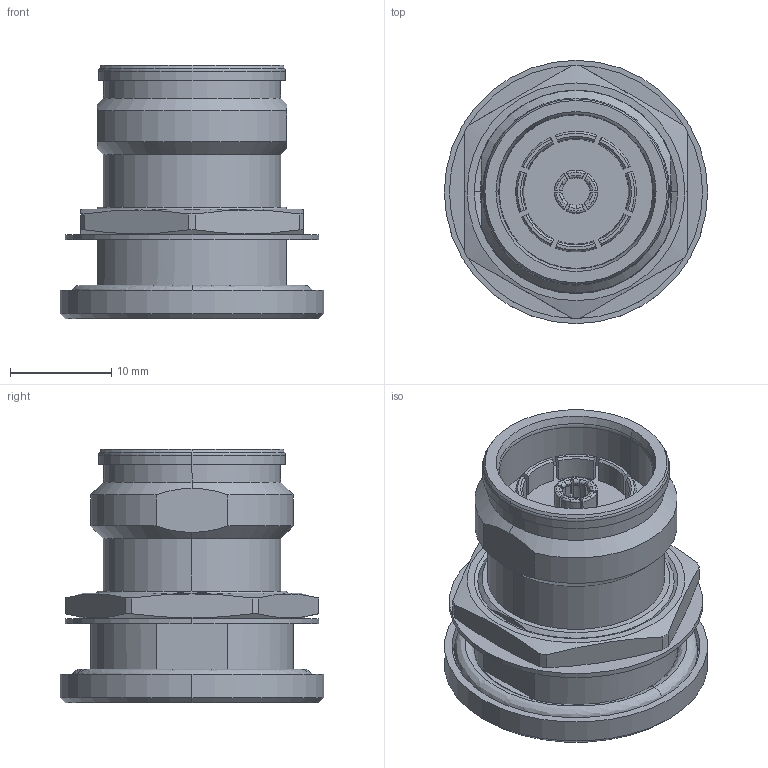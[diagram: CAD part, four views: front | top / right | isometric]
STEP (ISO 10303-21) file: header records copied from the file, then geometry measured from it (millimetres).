
FILE_DESCRIPTION (( 'STEP AP214' ), '1' );
FILE_NAME ('J01441A0031.STEP', '2018-09-21T08:37:36', ( '' ), ( '' ), 'SwSTEP 2.0', 'SolidWorks 2017', '' );
FILE_SCHEMA (( 'AUTOMOTIVE_DESIGN' ));
Length unit declared in the file: millimetre
Products named in the file (1): J01441A0031
Bounding box: 26 x 26 x 25 mm (x, y, z)
Volume: 6817.9 mm3; surface area: 4504.3 mm2
Topology: 2 solids, 2 shells, 242 faces, 617 edges, 398 vertices
Faces by surface type: plane 79, cylinder 63, torus 48, cone 48, bspline 4
Entity records: 10492 total; most frequent: CARTESIAN_POINT 2166, ORIENTED_EDGE 1234, DIRECTION 1131, EDGE_CURVE 617, AXIS2_PLACEMENT_3D 467, VERTEX_POINT 398, EDGE_LOOP 267, UNCERTAINTY_MEASURE_WITH_UNIT 244
